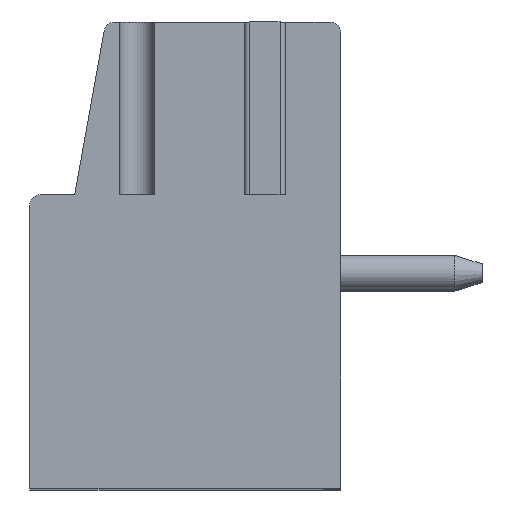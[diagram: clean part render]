
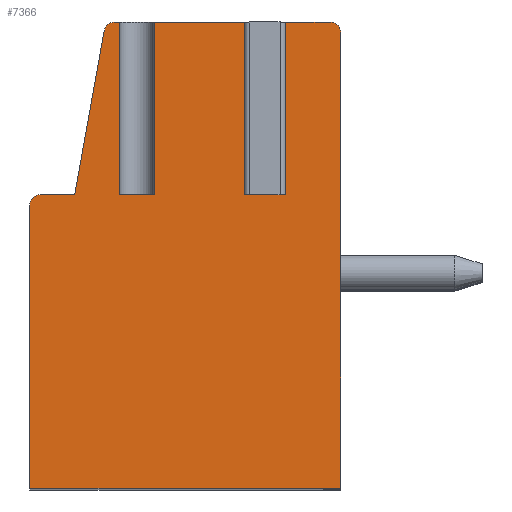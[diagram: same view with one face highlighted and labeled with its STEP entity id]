
A CAD part, top view. The second image highlights one B-rep face of the part: STEP entity #7366.
In plain terms, the highlighted planar face has unit normal (0, 0, 1).
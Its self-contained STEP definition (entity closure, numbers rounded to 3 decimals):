
#52=DIRECTION('',(1.,0.,0.));
#53=VECTOR('',#52,1.);
#54=CARTESIAN_POINT('',(-1.9,3.36,27.5));
#55=LINE('',#54,#53);
#56=DIRECTION('',(0.,1.,0.));
#57=VECTOR('',#56,5.);
#58=CARTESIAN_POINT('',(-0.9,3.36,27.5));
#59=LINE('',#58,#57);
#60=DIRECTION('',(-1.,0.,0.));
#61=VECTOR('',#60,2.8);
#62=CARTESIAN_POINT('',(1.9,8.36,27.5));
#63=LINE('',#62,#61);
#64=DIRECTION('',(0.,1.,0.));
#65=VECTOR('',#64,5.);
#66=CARTESIAN_POINT('',(1.9,3.36,27.5));
#67=LINE('',#66,#65);
#68=DIRECTION('',(1.,0.,0.));
#69=VECTOR('',#68,0.8);
#70=CARTESIAN_POINT('',(1.9,3.36,27.5));
#71=LINE('',#70,#69);
#72=DIRECTION('',(0.,1.,0.));
#73=VECTOR('',#72,5.);
#74=CARTESIAN_POINT('',(2.7,3.36,27.5));
#75=LINE('',#74,#73);
#76=DIRECTION('',(-1.,0.,0.));
#77=VECTOR('',#76,1.5);
#78=CARTESIAN_POINT('',(4.2,8.36,27.5));
#79=LINE('',#78,#77);
#80=CARTESIAN_POINT('',(4.2,8.06,27.5));
#81=DIRECTION('',(0.,0.,1.));
#82=DIRECTION('',(1.,0.,0.));
#83=AXIS2_PLACEMENT_3D('',#80,#81,#82);
#85=DIRECTION('',(0.,1.,0.));
#86=VECTOR('',#85,13.2);
#87=CARTESIAN_POINT('',(4.5,-5.14,27.5));
#88=LINE('',#87,#86);
#89=DIRECTION('',(1.,0.,0.));
#90=VECTOR('',#89,9.);
#91=CARTESIAN_POINT('',(-4.5,-5.14,27.5));
#92=LINE('',#91,#90);
#93=DIRECTION('',(0.,-1.,0.));
#94=VECTOR('',#93,8.2);
#95=CARTESIAN_POINT('',(-4.5,3.06,27.5));
#96=LINE('',#95,#94);
#97=CARTESIAN_POINT('',(-4.2,3.06,27.5));
#98=DIRECTION('',(0.,0.,1.));
#99=DIRECTION('',(0.,1.,0.));
#100=AXIS2_PLACEMENT_3D('',#97,#98,#99);
#102=DIRECTION('',(-1.,0.,0.));
#103=VECTOR('',#102,1.);
#104=CARTESIAN_POINT('',(-3.2,3.36,27.5));
#105=LINE('',#104,#103);
#106=DIRECTION('',(-0.177,-0.984,0.));
#107=VECTOR('',#106,4.829);
#108=CARTESIAN_POINT('',(-2.345,8.113,27.5));
#109=LINE('',#108,#107);
#110=CARTESIAN_POINT('',(-2.05,8.06,27.5));
#111=DIRECTION('',(0.,0.,1.));
#112=DIRECTION('',(0.,1.,0.));
#113=AXIS2_PLACEMENT_3D('',#110,#111,#112);
#115=DIRECTION('',(-1.,0.,0.));
#116=VECTOR('',#115,0.15);
#117=CARTESIAN_POINT('',(-1.9,8.36,27.5));
#118=LINE('',#117,#116);
#119=DIRECTION('',(0.,1.,0.));
#120=VECTOR('',#119,5.);
#121=CARTESIAN_POINT('',(-1.9,3.36,27.5));
#122=LINE('',#121,#120);
#5708=CARTESIAN_POINT('',(4.5,-5.14,27.5));
#5709=CARTESIAN_POINT('',(4.5,8.06,27.5));
#5710=VERTEX_POINT('',#5708);
#5711=VERTEX_POINT('',#5709);
#5712=CARTESIAN_POINT('',(4.2,8.36,27.5));
#5713=VERTEX_POINT('',#5712);
#5714=CARTESIAN_POINT('',(-2.05,8.36,27.5));
#5715=CARTESIAN_POINT('',(-2.345,8.113,27.5));
#5716=VERTEX_POINT('',#5714);
#5717=VERTEX_POINT('',#5715);
#5718=CARTESIAN_POINT('',(-3.2,3.36,27.5));
#5719=VERTEX_POINT('',#5718);
#5720=CARTESIAN_POINT('',(-4.2,3.36,27.5));
#5721=VERTEX_POINT('',#5720);
#5722=CARTESIAN_POINT('',(-4.5,3.06,27.5));
#5723=VERTEX_POINT('',#5722);
#5724=CARTESIAN_POINT('',(-4.5,-5.14,27.5));
#5725=VERTEX_POINT('',#5724);
#6013=CARTESIAN_POINT('',(1.9,3.36,27.5));
#6014=CARTESIAN_POINT('',(2.7,3.36,27.5));
#6015=VERTEX_POINT('',#6013);
#6016=VERTEX_POINT('',#6014);
#6017=CARTESIAN_POINT('',(2.7,8.36,27.5));
#6018=VERTEX_POINT('',#6017);
#6019=CARTESIAN_POINT('',(1.9,8.36,27.5));
#6020=VERTEX_POINT('',#6019);
#6041=CARTESIAN_POINT('',(-1.9,3.36,27.5));
#6042=CARTESIAN_POINT('',(-0.9,3.36,27.5));
#6043=VERTEX_POINT('',#6041);
#6044=VERTEX_POINT('',#6042);
#6045=CARTESIAN_POINT('',(-0.9,8.36,27.5));
#6046=VERTEX_POINT('',#6045);
#6047=CARTESIAN_POINT('',(-1.9,8.36,27.5));
#6048=VERTEX_POINT('',#6047);
#7325=CARTESIAN_POINT('',(0.,0.,27.5));
#7326=DIRECTION('',(0.,0.,1.));
#7327=DIRECTION('',(1.,0.,0.));
#7328=AXIS2_PLACEMENT_3D('',#7325,#7326,#7327);
#7329=PLANE('',#7328);
#7331=ORIENTED_EDGE('',*,*,#7330,.T.);
#7333=ORIENTED_EDGE('',*,*,#7332,.T.);
#7335=ORIENTED_EDGE('',*,*,#7334,.F.);
#7337=ORIENTED_EDGE('',*,*,#7336,.F.);
#7339=ORIENTED_EDGE('',*,*,#7338,.T.);
#7341=ORIENTED_EDGE('',*,*,#7340,.T.);
#7343=ORIENTED_EDGE('',*,*,#7342,.F.);
#7345=ORIENTED_EDGE('',*,*,#7344,.F.);
#7347=ORIENTED_EDGE('',*,*,#7346,.F.);
#7349=ORIENTED_EDGE('',*,*,#7348,.F.);
#7351=ORIENTED_EDGE('',*,*,#7350,.F.);
#7353=ORIENTED_EDGE('',*,*,#7352,.F.);
#7355=ORIENTED_EDGE('',*,*,#7354,.F.);
#7357=ORIENTED_EDGE('',*,*,#7356,.F.);
#7359=ORIENTED_EDGE('',*,*,#7358,.F.);
#7361=ORIENTED_EDGE('',*,*,#7360,.F.);
#7363=ORIENTED_EDGE('',*,*,#7362,.F.);
#7364=EDGE_LOOP('',(#7331,#7333,#7335,#7337,#7339,#7341,#7343,#7345,#7347,#7349,
#7351,#7353,#7355,#7357,#7359,#7361,#7363));
#7365=FACE_OUTER_BOUND('',#7364,.F.);
#84=CIRCLE('',#83,0.3);
#101=CIRCLE('',#100,0.3);
#114=CIRCLE('',#113,0.3);
#7330=EDGE_CURVE('',#6043,#6044,#55,.T.);
#7332=EDGE_CURVE('',#6044,#6046,#59,.T.);
#7334=EDGE_CURVE('',#6020,#6046,#63,.T.);
#7336=EDGE_CURVE('',#6015,#6020,#67,.T.);
#7338=EDGE_CURVE('',#6015,#6016,#71,.T.);
#7340=EDGE_CURVE('',#6016,#6018,#75,.T.);
#7342=EDGE_CURVE('',#5713,#6018,#79,.T.);
#7344=EDGE_CURVE('',#5711,#5713,#84,.T.);
#7346=EDGE_CURVE('',#5710,#5711,#88,.T.);
#7348=EDGE_CURVE('',#5725,#5710,#92,.T.);
#7350=EDGE_CURVE('',#5723,#5725,#96,.T.);
#7352=EDGE_CURVE('',#5721,#5723,#101,.T.);
#7354=EDGE_CURVE('',#5719,#5721,#105,.T.);
#7356=EDGE_CURVE('',#5717,#5719,#109,.T.);
#7358=EDGE_CURVE('',#5716,#5717,#114,.T.);
#7360=EDGE_CURVE('',#6048,#5716,#118,.T.);
#7362=EDGE_CURVE('',#6043,#6048,#122,.T.);
#7366=ADVANCED_FACE('',(#7365),#7329,.T.);
